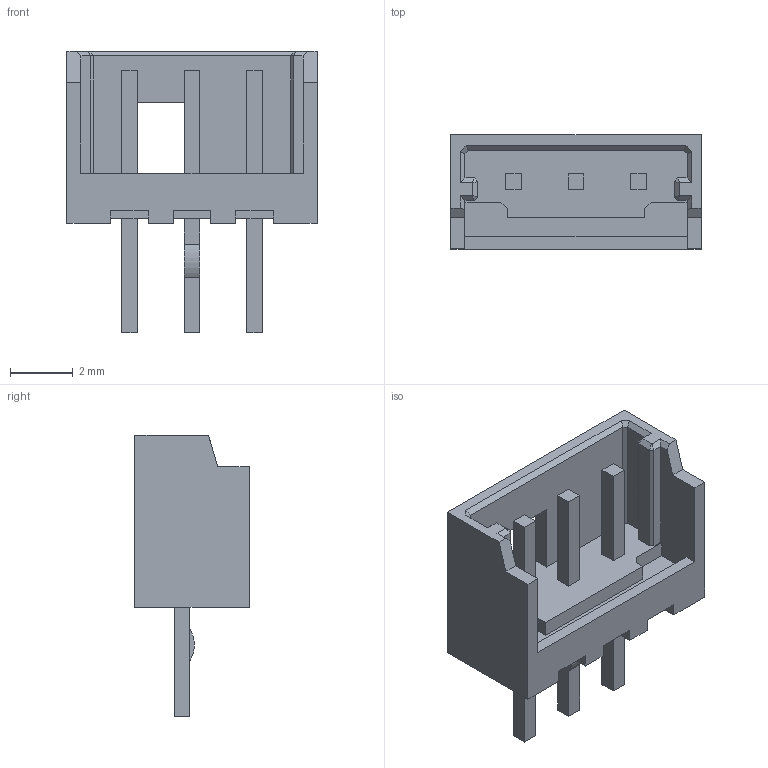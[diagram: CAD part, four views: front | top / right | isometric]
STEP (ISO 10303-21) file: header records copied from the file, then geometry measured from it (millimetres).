
FILE_DESCRIPTION(('FreeCAD Model'),'2;1');
FILE_NAME('Molex_Micro-Latch_03x2.00mm_Straight.stp','2016-04-02T15:22:33',( 'Author'),(''),'Open CASCADE STEP processor 6.8','FreeCAD','Unknown' );
FILE_SCHEMA(('AUTOMOTIVE_DESIGN_CC2 { 1 2 10303 214 -1 1 5 4 }'));
Length unit declared in the file: millimetre
Products named in the file (1): 532530370
Bounding box: 8 x 3.65 x 9 mm (x, y, z)
Volume: 71.1 mm3; surface area: 262.7 mm2
Topology: 1 solids, 1 shells, 116 faces, 311 edges, 202 vertices
Faces by surface type: plane 114, cylinder 2
Entity records: 7781 total; most frequent: CARTESIAN_POINT 1456, DIRECTION 1161, LINE 917, VECTOR 917, ORIENTED_EDGE 622, PCURVE 622, DEFINITIONAL_REPRESENTATION 622, EDGE_CURVE 311
